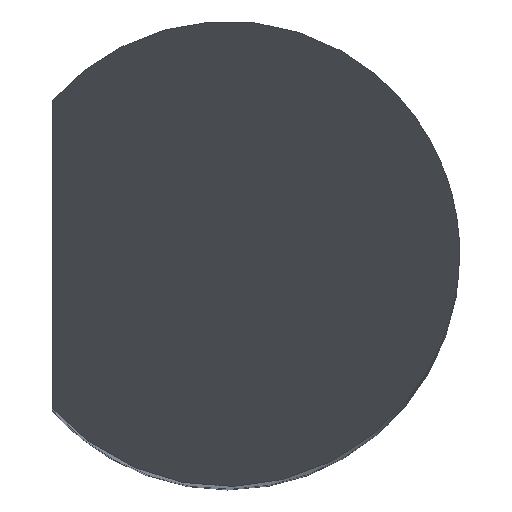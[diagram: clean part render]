
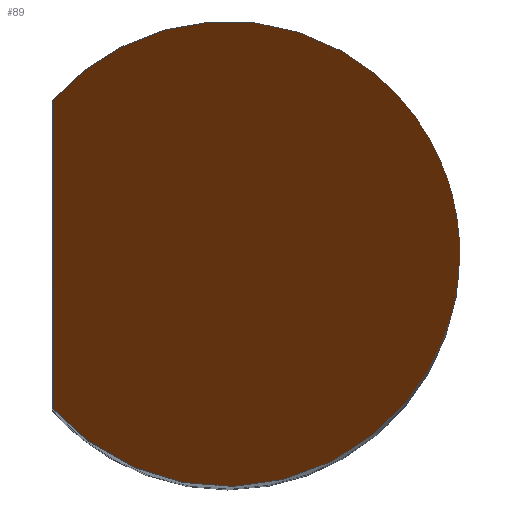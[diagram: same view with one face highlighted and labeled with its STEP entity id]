
A CAD part, top view. The second image highlights one B-rep face of the part: STEP entity #89.
In plain terms, the highlighted planar face has unit normal (-0.866, 0, 0.5).
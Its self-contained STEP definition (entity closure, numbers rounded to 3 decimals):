
#34=ELLIPSE('',#439,4.,2.);
#89=ADVANCED_FACE('',(#126),#108,.F.);
#108=PLANE('',#440);
#126=FACE_OUTER_BOUND('',#150,.T.);
#150=EDGE_LOOP('',(#212,#213));
#212=ORIENTED_EDGE('',*,*,#328,.T.);
#213=ORIENTED_EDGE('',*,*,#329,.F.);
#290=VERTEX_POINT('',#707);
#291=VERTEX_POINT('',#708);
#328=EDGE_CURVE('',#290,#291,#34,.T.);
#329=EDGE_CURVE('',#290,#291,#365,.T.);
#365=LINE('',#709,#385);
#385=VECTOR('',#503,1.);
#439=AXIS2_PLACEMENT_3D('',#706,#501,#502);
#440=AXIS2_PLACEMENT_3D('',#710,#504,#505);
#501=DIRECTION('',(-0.866,0.,0.5));
#502=DIRECTION('',(-0.5,0.,-0.866));
#503=DIRECTION('',(0.,1.,0.));
#504=DIRECTION('',(0.866,0.,-0.5));
#505=DIRECTION('',(-0.5,0.,-0.866));
#706=CARTESIAN_POINT('',(0.,0.,11.76));
#707=CARTESIAN_POINT('',(-1.5,-1.323,9.162));
#708=CARTESIAN_POINT('',(-1.5,1.323,9.162));
#709=CARTESIAN_POINT('',(-1.5,-1.323,9.162));
#710=CARTESIAN_POINT('',(2.,-2.4,15.225));
